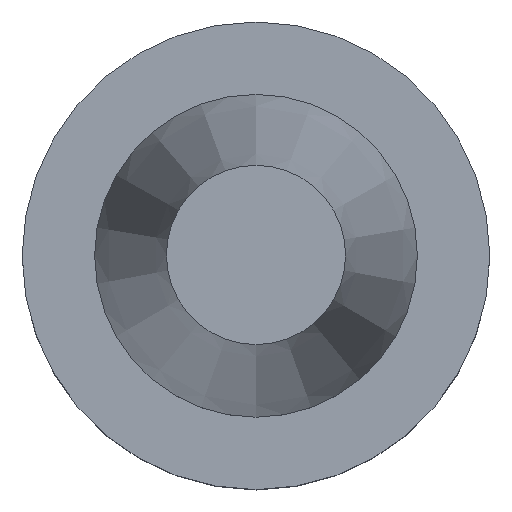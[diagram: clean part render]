
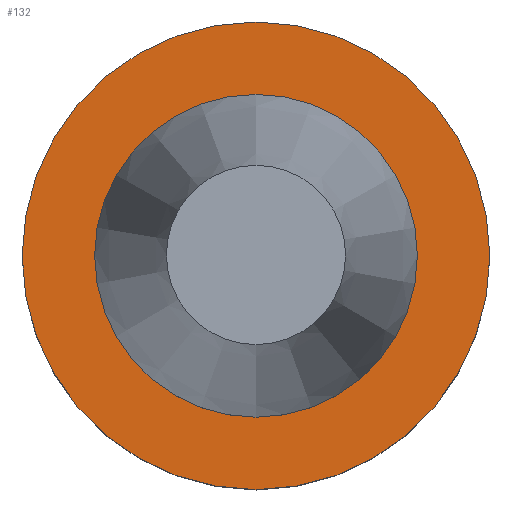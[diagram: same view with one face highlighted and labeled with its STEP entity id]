
A CAD part, top view. The second image highlights one B-rep face of the part: STEP entity #132.
In plain terms, the highlighted planar face has unit normal (0, 0, 1).
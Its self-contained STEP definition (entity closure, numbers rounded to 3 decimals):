
#72=EDGE_CURVE('Unnamed[1]',#209,#209,#210,.T.);
#132=ADVANCED_FACE('Unnamed[1]',(#301,#302),#303,.T.);
#153=EDGE_CURVE('Unnamed[1]',#336,#336,#337,.T.);
#209=VERTEX_POINT('',#406);
#210=CIRCLE('',#407,15.875);
#301=FACE_OUTER_BOUND('',#521,.T.);
#302=FACE_BOUND('',#522,.T.);
#303=PLANE('',#523);
#336=VERTEX_POINT('',#564);
#337=CIRCLE('',#565,23.0);
#406=CARTESIAN_POINT('',(0.,15.875,-1.));
#407=AXIS2_PLACEMENT_3D('',#642,#643,#644);
#521=EDGE_LOOP('',(#742));
#522=EDGE_LOOP('',(#743));
#523=AXIS2_PLACEMENT_3D('',#744,#745,#746);
#564=CARTESIAN_POINT('',(0.,23.0,-1.));
#565=AXIS2_PLACEMENT_3D('',#783,#784,#785);
#642=CARTESIAN_POINT('',(0.,0.,-1.));
#643=DIRECTION('',(0.,0.,-1.0));
#644=DIRECTION('',(0.,1.0,0.));
#742=ORIENTED_EDGE('',*,*,#153,.F.);
#743=ORIENTED_EDGE('',*,*,#72,.T.);
#744=CARTESIAN_POINT('',(0.,19.438,-1.));
#745=DIRECTION('',(0.,0.,1.0));
#746=DIRECTION('',(0.,-1.0,0.));
#783=CARTESIAN_POINT('',(0.,0.,-1.));
#784=DIRECTION('',(0.,0.,-1.0));
#785=DIRECTION('',(0.,1.0,0.));
